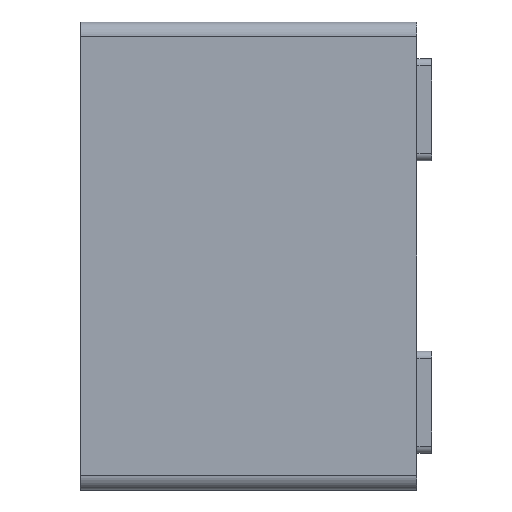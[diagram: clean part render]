
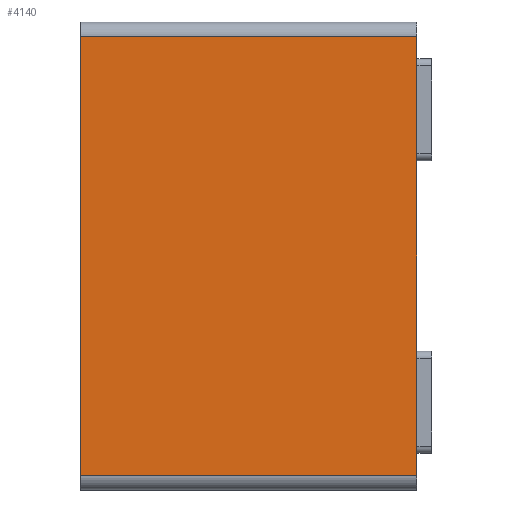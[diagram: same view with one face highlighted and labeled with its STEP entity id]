
A CAD part, left-side view. The second image highlights one B-rep face of the part: STEP entity #4140.
In plain terms, the highlighted planar face has unit normal (-1, 0, 0).
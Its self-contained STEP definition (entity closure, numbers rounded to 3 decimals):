
#56 = CARTESIAN_POINT ( 'NONE',  ( -3.3, -4.6, -3. ) ) ;
#220 = VECTOR ( 'NONE', #3406, 1000. ) ;
#640 = LINE ( 'NONE', #56, #2073 ) ;
#655 = EDGE_CURVE ( 'NONE', #4613, #1484, #1718, .T. ) ;
#1042 = AXIS2_PLACEMENT_3D ( 'NONE', #5090, #4721, #3819 ) ;
#1179 = DIRECTION ( 'NONE',  ( 0., 0., 1. ) ) ;
#1435 = EDGE_CURVE ( 'NONE', #4613, #2983, #640, .T. ) ;
#1462 = VECTOR ( 'NONE', #1179, 1000. ) ;
#1484 = VERTEX_POINT ( 'NONE', #4379 ) ;
#1718 = LINE ( 'NONE', #2397, #1781 ) ;
#1726 = LINE ( 'NONE', #5466, #1462 ) ;
#1781 = VECTOR ( 'NONE', #4529, 1000. ) ;
#1821 = ORIENTED_EDGE ( 'NONE', *, *, #1435, .T. ) ;
#1866 = LINE ( 'NONE', #4719, #220 ) ;
#2073 = VECTOR ( 'NONE', #4911, 1000. ) ;
#2091 = CARTESIAN_POINT ( 'NONE',  ( -3.3, -4.6, -3. ) ) ;
#2397 = CARTESIAN_POINT ( 'NONE',  ( -3.3, 0., 3.2 ) ) ;
#2975 = PLANE ( 'NONE',  #1042 ) ;
#2983 = VERTEX_POINT ( 'NONE', #2091 ) ;
#3252 = EDGE_LOOP ( 'NONE', ( #4476, #1821, #3938, #5282 ) ) ;
#3358 = CARTESIAN_POINT ( 'NONE',  ( -3.3, 0., -3. ) ) ;
#3374 = VERTEX_POINT ( 'NONE', #4421 ) ;
#3406 = DIRECTION ( 'NONE',  ( 0., 1., 0. ) ) ;
#3642 = FACE_OUTER_BOUND ( 'NONE', #3252, .T. ) ;
#3819 = DIRECTION ( 'NONE',  ( 0., 0., 1. ) ) ;
#3938 = ORIENTED_EDGE ( 'NONE', *, *, #4906, .T. ) ;
#4140 = ADVANCED_FACE ( 'NONE', ( #3642 ), #2975, .T. ) ;
#4379 = CARTESIAN_POINT ( 'NONE',  ( -3.3, 0., 3. ) ) ;
#4421 = CARTESIAN_POINT ( 'NONE',  ( -3.3, -4.6, 3. ) ) ;
#4476 = ORIENTED_EDGE ( 'NONE', *, *, #655, .F. ) ;
#4529 = DIRECTION ( 'NONE',  ( 0., 0., 1. ) ) ;
#4613 = VERTEX_POINT ( 'NONE', #3358 ) ;
#4719 = CARTESIAN_POINT ( 'NONE',  ( -3.3, -4.6, 3. ) ) ;
#4721 = DIRECTION ( 'NONE',  ( -1., 0., 0. ) ) ;
#4906 = EDGE_CURVE ( 'NONE', #2983, #3374, #1726, .T. ) ;
#4911 = DIRECTION ( 'NONE',  ( 0., -1., 0. ) ) ;
#5084 = EDGE_CURVE ( 'NONE', #3374, #1484, #1866, .T. ) ;
#5090 = CARTESIAN_POINT ( 'NONE',  ( -3.3, -4.6, 3.2 ) ) ;
#5282 = ORIENTED_EDGE ( 'NONE', *, *, #5084, .T. ) ;
#5466 = CARTESIAN_POINT ( 'NONE',  ( -3.3, -4.6, 3.2 ) ) ;
